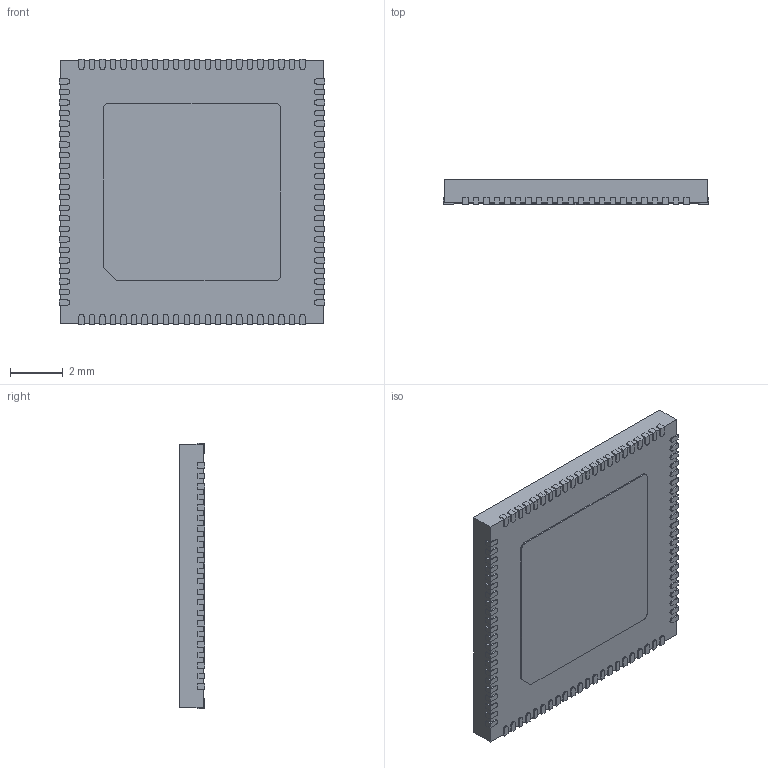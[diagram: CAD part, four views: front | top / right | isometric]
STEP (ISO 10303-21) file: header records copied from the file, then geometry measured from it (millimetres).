
FILE_DESCRIPTION (( 'STEP AP214' ), '1' );
FILE_NAME ( 'QFN89P40_1000X1000X95L40X20T674N-Q2.step', '2020-07-06T14:01:53', ( '' ), ( '' ), 'Part was generated with the free Library Expert Lite available at www.PCBLibraries.com. Removing line will violate the End User License Agreement.', '©2017 PCB Libraries, Inc.', '' );
FILE_SCHEMA (( 'AUTOMOTIVE_DESIGN' ));
Length unit declared in the file: millimetre
Products named in the file (1): QFN89P40_1000X1000X95L40X20T674N-Q2
Bounding box: 10.1 x 0.95 x 10.1 mm (x, y, z)
Volume: 92.8 mm3; surface area: 354.9 mm2
Topology: 90 solids, 90 shells, 811 faces, 1890 edges, 1260 vertices
Faces by surface type: plane 630, cylinder 179, torus 2
Entity records: 26159 total; most frequent: CARTESIAN_POINT 3962, DIRECTION 3878, ORIENTED_EDGE 3780, EDGE_CURVE 1890, VECTOR 1526, LINE 1526, VERTEX_POINT 1260, AXIS2_PLACEMENT_3D 1176
